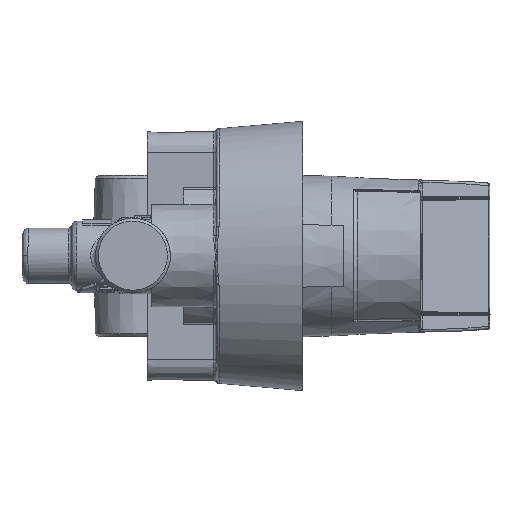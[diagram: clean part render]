
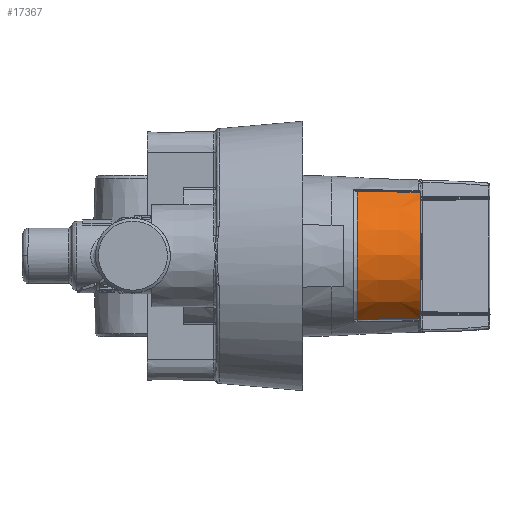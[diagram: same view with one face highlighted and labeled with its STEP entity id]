
A CAD part, top view. The second image highlights one B-rep face of the part: STEP entity #17367.
In plain terms, the highlighted conical face has half-angle 2 degrees and reference radius 26.172 mm.
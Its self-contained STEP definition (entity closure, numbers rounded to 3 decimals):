
#91=CONICAL_SURFACE('',#18174,26.173,0.035);
#524=CIRCLE('',#18114,26.936);
#3383=ORIENTED_EDGE('',*,*,#6520,.T.);
#3384=ORIENTED_EDGE('',*,*,#6682,.T.);
#3385=ORIENTED_EDGE('',*,*,#6512,.F.);
#3386=ORIENTED_EDGE('',*,*,#6671,.T.);
#6512=EDGE_CURVE('',#8245,#8246,#524,.T.);
#6520=EDGE_CURVE('',#8250,#8249,#9309,.F.);
#6671=EDGE_CURVE('',#8245,#8250,#9398,.T.);
#6682=EDGE_CURVE('',#8249,#8246,#9401,.T.);
#8245=VERTEX_POINT('',#25663);
#8246=VERTEX_POINT('',#25665);
#8249=VERTEX_POINT('',#25719);
#8250=VERTEX_POINT('',#25727);
#9309=B_SPLINE_CURVE_WITH_KNOTS('',3,(#25720,#25721,#25722,#25723,#25724,
#25725,#25726),.UNSPECIFIED.,.F.,.F.,(4,1,1,1,4),(0.,0.25,0.5,0.75,1.),
 .UNSPECIFIED.);
#9398=B_SPLINE_CURVE_WITH_KNOTS('',3,(#27948,#27949,#27950,#27951),
 .UNSPECIFIED.,.F.,.F.,(4,4),(0.,1.),.UNSPECIFIED.);
#9401=B_SPLINE_CURVE_WITH_KNOTS('',3,(#27989,#27990,#27991,#27992),
 .UNSPECIFIED.,.F.,.F.,(4,4),(0.,1.),.UNSPECIFIED.);
#10210=EDGE_LOOP('',(#3383,#3384,#3385,#3386));
#11033=FACE_BOUND('',#10210,.T.);
#17367=ADVANCED_FACE('',(#11033),#91,.T.);
#18114=AXIS2_PLACEMENT_3D('',#25664,#19345,#19346);
#18174=AXIS2_PLACEMENT_3D('',#27988,#19505,#19506);
#19345=DIRECTION('',(-1.,0.,0.));
#19346=DIRECTION('',(0.,-0.816,0.579));
#19505=DIRECTION('',(-1.,0.,0.));
#19506=DIRECTION('',(0.,-0.837,0.548));
#25663=CARTESIAN_POINT('',(174.705,-21.967,112.188));
#25664=CARTESIAN_POINT('',(174.705,0.,96.6));
#25665=CARTESIAN_POINT('',(174.705,22.377,111.593));
#25719=CARTESIAN_POINT('',(196.559,22.129,110.575));
#25720=CARTESIAN_POINT('',(196.559,22.129,110.575));
#25721=CARTESIAN_POINT('',(196.559,19.815,114.239));
#25722=CARTESIAN_POINT('',(196.559,13.333,120.389));
#25723=CARTESIAN_POINT('',(196.559,0.386,123.869));
#25724=CARTESIAN_POINT('',(196.559,-12.655,120.757));
#25725=CARTESIAN_POINT('',(196.559,-19.308,114.793));
#25726=CARTESIAN_POINT('',(196.559,-21.725,111.196));
#25727=CARTESIAN_POINT('',(196.559,-21.725,111.196));
#27948=CARTESIAN_POINT('',(174.705,-21.967,112.188));
#27949=CARTESIAN_POINT('',(181.989,-21.889,111.858));
#27950=CARTESIAN_POINT('',(189.274,-21.808,111.528));
#27951=CARTESIAN_POINT('',(196.559,-21.725,111.196));
#27988=CARTESIAN_POINT('',(196.559,0.,96.6));
#27989=CARTESIAN_POINT('',(196.559,22.129,110.575));
#27990=CARTESIAN_POINT('',(189.274,22.215,110.916));
#27991=CARTESIAN_POINT('',(181.989,22.297,111.256));
#27992=CARTESIAN_POINT('',(174.705,22.377,111.593));
